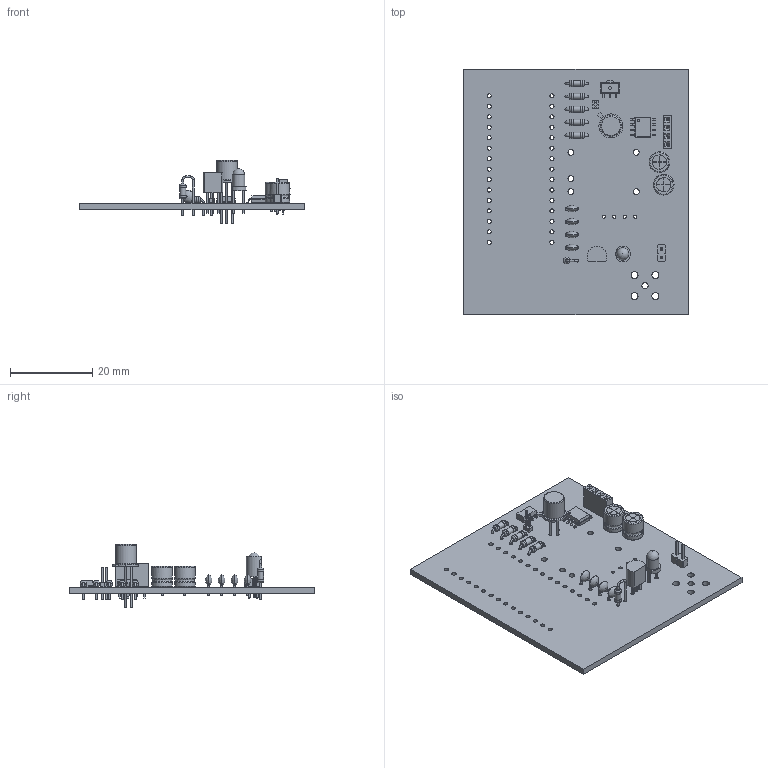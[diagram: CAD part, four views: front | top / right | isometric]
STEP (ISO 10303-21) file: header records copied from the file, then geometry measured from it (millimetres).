
FILE_DESCRIPTION(('KiCad electronic assembly'),'2;1');
FILE_NAME('weather station.step','2026-01-27T05:14:23',('Pcbnew'),( 'Kicad'),'Open CASCADE STEP processor 7.9','KiCad to STEP converter' ,'Unknown');
FILE_SCHEMA(('AUTOMOTIVE_DESIGN { 1 0 10303 214 1 1 1 1 }'));
Length unit declared in the file: millimetre
Products named in the file (15): weather station 1; C_Disc_D3.0mm_W1.6mm_P2.50mm; R_Axial_DIN0204_L3.6mm_D1.6mm_P5.08mm_Horizontal; SOIC-8_3.9x4.9mm_P1.27mm; SOT-89-3; weather station 1.4.1; PinHeader_1x02_P2.00mm_Vertical; TO-92_Inline; TO-18-3; R_Axial_DIN0204_L3.6mm_D1.6mm_P2.54mm_Vertical; LED_D3.0mm; PinHeader_1x02_P1.00mm_Vertical; PinSocket_1x04_P2.00mm_Vertical; CP_Radial_D5.0mm_P2.00mm; weather station_PCB
Assembly tree (22 placements, depth 3):
  weather station 1
    C_Disc_D3.0mm_W1.6mm_P2.50mm  x4
    R_Axial_DIN0204_L3.6mm_D1.6mm_P5.08mm_Horizontal  x5
    SOIC-8_3.9x4.9mm_P1.27mm
    SOT-89-3
      weather station 1.4.1
    PinHeader_1x02_P2.00mm_Vertical
    TO-92_Inline
    TO-18-3
    R_Axial_DIN0204_L3.6mm_D1.6mm_P2.54mm_Vertical
    LED_D3.0mm
    PinHeader_1x02_P1.00mm_Vertical
    PinSocket_1x04_P2.00mm_Vertical
    CP_Radial_D5.0mm_P2.00mm  x2
    weather station_PCB
Bounding box: 54.5 x 59.5 x 15.33 mm (x, y, z)
Volume: 5447.6 mm3; surface area: 8532 mm2
Topology: 25 solids, 27 shells, 791 faces, 1902 edges, 1209 vertices
Faces by surface type: plane 496, cylinder 209, torus 28, bspline 28, revolution 20, sphere 9, cone 1
Full cylindrical faces by diameter (mm): 0.48 x3, 0.5 x27, 0.7 x16, 0.75 x3, 0.8 x22, 0.9 x2, 1 x30, 1.4 x5, 1.44 x6, 1.5 x1, 1.6 x12, 1.7 x4, 3 x1, 4.95 x1
Entity records: 25023 total; most frequent: CARTESIAN_POINT 4498, ORIENTED_EDGE 3201, DIRECTION 3198, EDGE_CURVE 1600, LINE 1181, VECTOR 1181, VERTEX_POINT 1028, AXIS2_PLACEMENT_3D 1004
